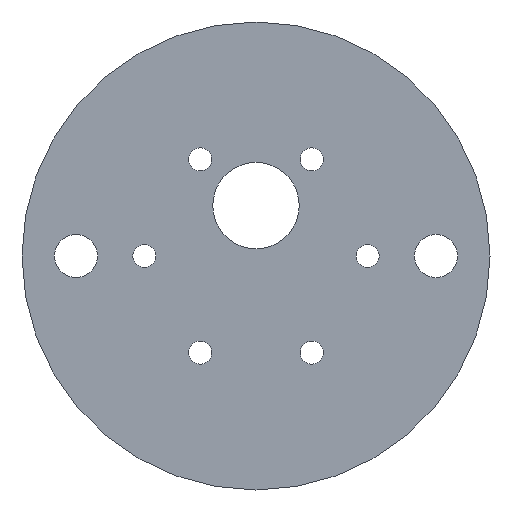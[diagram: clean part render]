
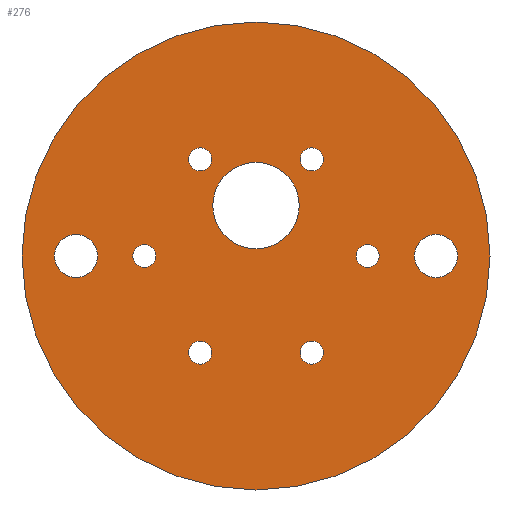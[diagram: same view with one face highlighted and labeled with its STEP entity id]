
A CAD part, front view. The second image highlights one B-rep face of the part: STEP entity #276.
In plain terms, the highlighted planar face has unit normal (0, -1, 0).
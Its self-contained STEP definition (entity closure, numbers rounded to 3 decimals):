
#54=FACE_BOUND('',#94,.T.);
#55=FACE_BOUND('',#95,.T.);
#56=FACE_BOUND('',#96,.T.);
#57=FACE_BOUND('',#97,.T.);
#58=FACE_BOUND('',#98,.T.);
#59=FACE_BOUND('',#99,.T.);
#60=FACE_BOUND('',#100,.T.);
#61=FACE_BOUND('',#101,.T.);
#62=FACE_BOUND('',#102,.T.);
#72=FACE_OUTER_BOUND('',#93,.T.);
#93=EDGE_LOOP('',(#240,#241));
#94=EDGE_LOOP('',(#242,#243));
#95=EDGE_LOOP('',(#244,#245));
#96=EDGE_LOOP('',(#246));
#97=EDGE_LOOP('',(#247));
#98=EDGE_LOOP('',(#248));
#99=EDGE_LOOP('',(#249));
#100=EDGE_LOOP('',(#250));
#101=EDGE_LOOP('',(#251));
#102=EDGE_LOOP('',(#252));
#118=CIRCLE('',#314,32.5);
#119=CIRCLE('',#315,32.5);
#120=CIRCLE('',#317,6.);
#121=CIRCLE('',#319,1.6);
#122=CIRCLE('',#321,1.6);
#123=CIRCLE('',#323,1.6);
#124=CIRCLE('',#325,1.6);
#125=CIRCLE('',#327,1.6);
#126=CIRCLE('',#329,1.6);
#127=CIRCLE('',#331,3.);
#128=CIRCLE('',#332,3.);
#129=CIRCLE('',#333,3.);
#130=CIRCLE('',#334,3.);
#144=VERTEX_POINT('',#454);
#145=VERTEX_POINT('',#456);
#146=VERTEX_POINT('',#460);
#147=VERTEX_POINT('',#464);
#148=VERTEX_POINT('',#468);
#149=VERTEX_POINT('',#472);
#150=VERTEX_POINT('',#476);
#151=VERTEX_POINT('',#480);
#152=VERTEX_POINT('',#484);
#153=VERTEX_POINT('',#488);
#154=VERTEX_POINT('',#489);
#155=VERTEX_POINT('',#492);
#156=VERTEX_POINT('',#493);
#171=EDGE_CURVE('',#144,#145,#118,.T.);
#172=EDGE_CURVE('',#145,#144,#119,.T.);
#174=EDGE_CURVE('',#146,#146,#120,.T.);
#176=EDGE_CURVE('',#147,#147,#121,.T.);
#178=EDGE_CURVE('',#148,#148,#122,.T.);
#180=EDGE_CURVE('',#149,#149,#123,.T.);
#182=EDGE_CURVE('',#150,#150,#124,.T.);
#184=EDGE_CURVE('',#151,#151,#125,.T.);
#186=EDGE_CURVE('',#152,#152,#126,.T.);
#187=EDGE_CURVE('',#153,#154,#127,.T.);
#188=EDGE_CURVE('',#154,#153,#128,.T.);
#189=EDGE_CURVE('',#155,#156,#129,.T.);
#190=EDGE_CURVE('',#156,#155,#130,.T.);
#240=ORIENTED_EDGE('',*,*,#172,.F.);
#241=ORIENTED_EDGE('',*,*,#171,.F.);
#242=ORIENTED_EDGE('',*,*,#187,.T.);
#243=ORIENTED_EDGE('',*,*,#188,.T.);
#244=ORIENTED_EDGE('',*,*,#189,.T.);
#245=ORIENTED_EDGE('',*,*,#190,.T.);
#246=ORIENTED_EDGE('',*,*,#174,.F.);
#247=ORIENTED_EDGE('',*,*,#176,.F.);
#248=ORIENTED_EDGE('',*,*,#178,.F.);
#249=ORIENTED_EDGE('',*,*,#180,.F.);
#250=ORIENTED_EDGE('',*,*,#182,.F.);
#251=ORIENTED_EDGE('',*,*,#184,.F.);
#252=ORIENTED_EDGE('',*,*,#186,.F.);
#266=PLANE('',#330);
#276=ADVANCED_FACE('',(#72,#54,#55,#56,#57,#58,#59,#60,#61,#62),#266,.F.);
#314=AXIS2_PLACEMENT_3D('',#457,#370,#371);
#315=AXIS2_PLACEMENT_3D('',#458,#372,#373);
#317=AXIS2_PLACEMENT_3D('',#462,#377,#378);
#319=AXIS2_PLACEMENT_3D('',#466,#382,#383);
#321=AXIS2_PLACEMENT_3D('',#470,#387,#388);
#323=AXIS2_PLACEMENT_3D('',#474,#392,#393);
#325=AXIS2_PLACEMENT_3D('',#478,#397,#398);
#327=AXIS2_PLACEMENT_3D('',#482,#402,#403);
#329=AXIS2_PLACEMENT_3D('',#486,#407,#408);
#330=AXIS2_PLACEMENT_3D('',#487,#409,#410);
#331=AXIS2_PLACEMENT_3D('',#490,#411,#412);
#332=AXIS2_PLACEMENT_3D('',#491,#413,#414);
#333=AXIS2_PLACEMENT_3D('',#494,#415,#416);
#334=AXIS2_PLACEMENT_3D('',#495,#417,#418);
#370=DIRECTION('center_axis',(0.,1.,0.));
#371=DIRECTION('ref_axis',(1.,0.,0.));
#372=DIRECTION('center_axis',(0.,1.,0.));
#373=DIRECTION('ref_axis',(1.,0.,0.));
#377=DIRECTION('center_axis',(0.,-1.,0.));
#378=DIRECTION('ref_axis',(-1.,0.,0.));
#382=DIRECTION('center_axis',(0.,-1.,0.));
#383=DIRECTION('ref_axis',(-1.,0.,0.));
#387=DIRECTION('center_axis',(0.,-1.,0.));
#388=DIRECTION('ref_axis',(-1.,0.,0.));
#392=DIRECTION('center_axis',(0.,-1.,0.));
#393=DIRECTION('ref_axis',(-1.,0.,0.));
#397=DIRECTION('center_axis',(0.,-1.,0.));
#398=DIRECTION('ref_axis',(-1.,0.,0.));
#402=DIRECTION('center_axis',(0.,-1.,0.));
#403=DIRECTION('ref_axis',(-1.,0.,0.));
#407=DIRECTION('center_axis',(0.,-1.,0.));
#408=DIRECTION('ref_axis',(-1.,0.,0.));
#409=DIRECTION('center_axis',(0.,1.,0.));
#410=DIRECTION('ref_axis',(0.,0.,1.));
#411=DIRECTION('center_axis',(0.,1.,0.));
#412=DIRECTION('ref_axis',(1.,0.,0.));
#413=DIRECTION('center_axis',(0.,1.,0.));
#414=DIRECTION('ref_axis',(1.,0.,0.));
#415=DIRECTION('center_axis',(0.,1.,0.));
#416=DIRECTION('ref_axis',(1.,0.,0.));
#417=DIRECTION('center_axis',(0.,1.,0.));
#418=DIRECTION('ref_axis',(1.,0.,0.));
#454=CARTESIAN_POINT('',(-32.5,77.,-7.));
#456=CARTESIAN_POINT('',(32.5,77.,-7.));
#457=CARTESIAN_POINT('Origin',(0.,77.,-7.));
#458=CARTESIAN_POINT('Origin',(0.,77.,-7.));
#460=CARTESIAN_POINT('',(6.,77.,0.));
#462=CARTESIAN_POINT('Origin',(0.,77.,0.));
#464=CARTESIAN_POINT('',(9.35,77.,6.423));
#466=CARTESIAN_POINT('Origin',(7.75,77.,6.423));
#468=CARTESIAN_POINT('',(17.1,77.,-7.));
#470=CARTESIAN_POINT('Origin',(15.5,77.,-7.));
#472=CARTESIAN_POINT('',(9.35,77.,-20.423));
#474=CARTESIAN_POINT('Origin',(7.75,77.,-20.423));
#476=CARTESIAN_POINT('',(-6.15,77.,-20.423));
#478=CARTESIAN_POINT('Origin',(-7.75,77.,-20.423));
#480=CARTESIAN_POINT('',(-13.9,77.,-7.));
#482=CARTESIAN_POINT('Origin',(-15.5,77.,-7.));
#484=CARTESIAN_POINT('',(-6.15,77.,6.423));
#486=CARTESIAN_POINT('Origin',(-7.75,77.,6.423));
#487=CARTESIAN_POINT('Origin',(0.,77.,-7.));
#488=CARTESIAN_POINT('',(28.,77.,-7.));
#489=CARTESIAN_POINT('',(22.,77.,-7.));
#490=CARTESIAN_POINT('Origin',(25.,77.,-7.));
#491=CARTESIAN_POINT('Origin',(25.,77.,-7.));
#492=CARTESIAN_POINT('',(-22.,77.,-7.));
#493=CARTESIAN_POINT('',(-28.,77.,-7.));
#494=CARTESIAN_POINT('Origin',(-25.,77.,-7.));
#495=CARTESIAN_POINT('Origin',(-25.,77.,-7.));
